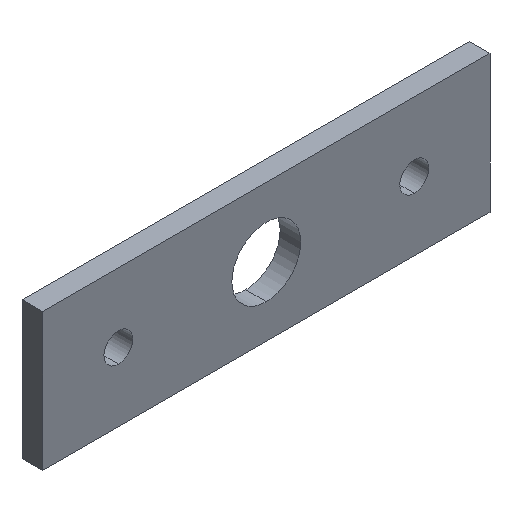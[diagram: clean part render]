
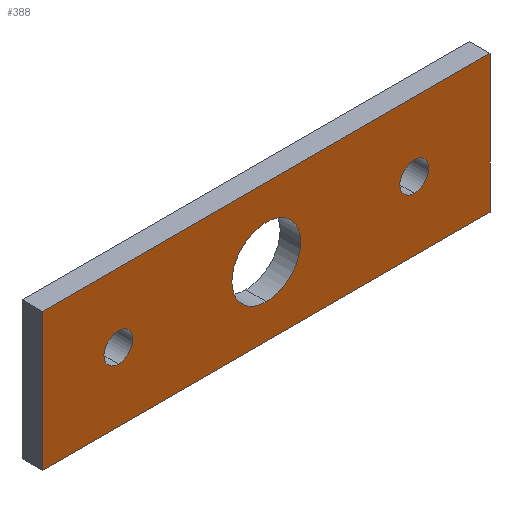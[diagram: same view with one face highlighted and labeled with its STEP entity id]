
A CAD part, isometric view. The second image highlights one B-rep face of the part: STEP entity #388.
In plain terms, the highlighted planar face has unit normal (0, -1, 0).
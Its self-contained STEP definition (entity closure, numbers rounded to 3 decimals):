
#4 = DIRECTION ( 'NONE',  ( 0., 1., 0. ) ) ;
#8 = AXIS2_PLACEMENT_3D ( 'NONE', #305, #25, #135 ) ;
#11 = CARTESIAN_POINT ( 'NONE',  ( 32.5, 0., -10. ) ) ;
#13 = CARTESIAN_POINT ( 'NONE',  ( -21.5, 0., -2.1 ) ) ;
#17 = ORIENTED_EDGE ( 'NONE', *, *, #166, .T. ) ;
#25 = DIRECTION ( 'NONE',  ( 0., 1., 0. ) ) ;
#31 = VERTEX_POINT ( 'NONE', #110 ) ;
#47 = CARTESIAN_POINT ( 'NONE',  ( -32.5, 0., -10. ) ) ;
#60 = FACE_BOUND ( 'NONE', #225, .T. ) ;
#61 = EDGE_LOOP ( 'NONE', ( #17, #94 ) ) ;
#64 = CARTESIAN_POINT ( 'NONE',  ( 0., 0., 0. ) ) ;
#69 = VECTOR ( 'NONE', #133, 1000. ) ;
#82 = DIRECTION ( 'NONE',  ( 0., 0., 1. ) ) ;
#84 = ORIENTED_EDGE ( 'NONE', *, *, #170, .T. ) ;
#87 = EDGE_CURVE ( 'NONE', #270, #307, #272, .T. ) ;
#94 = ORIENTED_EDGE ( 'NONE', *, *, #87, .T. ) ;
#95 = AXIS2_PLACEMENT_3D ( 'NONE', #158, #287, #82 ) ;
#103 = CARTESIAN_POINT ( 'NONE',  ( 0., 0., 0. ) ) ;
#105 = VECTOR ( 'NONE', #160, 1000. ) ;
#110 = CARTESIAN_POINT ( 'NONE',  ( -32.5, 0., -10. ) ) ;
#111 = CARTESIAN_POINT ( 'NONE',  ( -21.5, 0., 0. ) ) ;
#133 = DIRECTION ( 'NONE',  ( 0., 0., 1. ) ) ;
#135 = DIRECTION ( 'NONE',  ( 0., 0., 1. ) ) ;
#142 = CIRCLE ( 'NONE', #8, 5. ) ;
#158 = CARTESIAN_POINT ( 'NONE',  ( 21.5, 0., 0. ) ) ;
#160 = DIRECTION ( 'NONE',  ( 1., 0., 0. ) ) ;
#166 = EDGE_CURVE ( 'NONE', #307, #270, #183, .T. ) ;
#169 = CARTESIAN_POINT ( 'NONE',  ( -32.5, 0., 10. ) ) ;
#170 = EDGE_CURVE ( 'NONE', #297, #237, #325, .T. ) ;
#172 = EDGE_CURVE ( 'NONE', #398, #444, #284, .T. ) ;
#175 = PLANE ( 'NONE',  #412 ) ;
#183 = CIRCLE ( 'NONE', #296, 2.1 ) ;
#187 = CARTESIAN_POINT ( 'NONE',  ( 21.5, 0., -2.1 ) ) ;
#192 = DIRECTION ( 'NONE',  ( -1., 0., 0. ) ) ;
#198 = ORIENTED_EDGE ( 'NONE', *, *, #356, .T. ) ;
#203 = LINE ( 'NONE', #303, #399 ) ;
#207 = EDGE_LOOP ( 'NONE', ( #414, #242, #340, #292 ) ) ;
#217 = CARTESIAN_POINT ( 'NONE',  ( -21.5, 0., 0. ) ) ;
#221 = CARTESIAN_POINT ( 'NONE',  ( 32.5, 0., 10. ) ) ;
#225 = EDGE_LOOP ( 'NONE', ( #198, #227 ) ) ;
#227 = ORIENTED_EDGE ( 'NONE', *, *, #411, .T. ) ;
#235 = CARTESIAN_POINT ( 'NONE',  ( -32.5, 0., 10. ) ) ;
#237 = VERTEX_POINT ( 'NONE', #187 ) ;
#239 = EDGE_LOOP ( 'NONE', ( #84, #378 ) ) ;
#242 = ORIENTED_EDGE ( 'NONE', *, *, #294, .F. ) ;
#245 = DIRECTION ( 'NONE',  ( 0., 0., 1. ) ) ;
#259 = VERTEX_POINT ( 'NONE', #11 ) ;
#270 = VERTEX_POINT ( 'NONE', #13 ) ;
#272 = CIRCLE ( 'NONE', #397, 2.1 ) ;
#274 = DIRECTION ( 'NONE',  ( 0., 1., 0. ) ) ;
#275 = LINE ( 'NONE', #235, #69 ) ;
#280 = EDGE_CURVE ( 'NONE', #237, #297, #288, .T. ) ;
#284 = LINE ( 'NONE', #390, #105 ) ;
#286 = DIRECTION ( 'NONE',  ( 0., 1., 0. ) ) ;
#287 = DIRECTION ( 'NONE',  ( 0., 1., 0. ) ) ;
#288 = CIRCLE ( 'NONE', #95, 2.1 ) ;
#292 = ORIENTED_EDGE ( 'NONE', *, *, #172, .F. ) ;
#294 = EDGE_CURVE ( 'NONE', #259, #31, #360, .T. ) ;
#296 = AXIS2_PLACEMENT_3D ( 'NONE', #111, #4, #423 ) ;
#297 = VERTEX_POINT ( 'NONE', #324 ) ;
#303 = CARTESIAN_POINT ( 'NONE',  ( 32.5, 0., 10. ) ) ;
#305 = CARTESIAN_POINT ( 'NONE',  ( 0., 0., 0. ) ) ;
#307 = VERTEX_POINT ( 'NONE', #379 ) ;
#311 = VERTEX_POINT ( 'NONE', #413 ) ;
#324 = CARTESIAN_POINT ( 'NONE',  ( 21.5, 0., 2.1 ) ) ;
#325 = CIRCLE ( 'NONE', #389, 2.1 ) ;
#328 = VERTEX_POINT ( 'NONE', #406 ) ;
#333 = DIRECTION ( 'NONE',  ( 0., 0., -1. ) ) ;
#334 = CIRCLE ( 'NONE', #403, 5. ) ;
#338 = FACE_BOUND ( 'NONE', #239, .T. ) ;
#340 = ORIENTED_EDGE ( 'NONE', *, *, #408, .F. ) ;
#343 = DIRECTION ( 'NONE',  ( 0., -1., 0. ) ) ;
#350 = DIRECTION ( 'NONE',  ( 0., 1., 0. ) ) ;
#356 = EDGE_CURVE ( 'NONE', #311, #328, #334, .T. ) ;
#360 = LINE ( 'NONE', #47, #428 ) ;
#370 = DIRECTION ( 'NONE',  ( 0., 0., -1. ) ) ;
#373 = FACE_BOUND ( 'NONE', #61, .T. ) ;
#378 = ORIENTED_EDGE ( 'NONE', *, *, #280, .T. ) ;
#379 = CARTESIAN_POINT ( 'NONE',  ( -21.5, 0., 2.1 ) ) ;
#388 = ADVANCED_FACE ( 'NONE', ( #373, #338, #416, #60 ), #175, .T. ) ;
#389 = AXIS2_PLACEMENT_3D ( 'NONE', #424, #286, #434 ) ;
#390 = CARTESIAN_POINT ( 'NONE',  ( -32.5, 0., 10. ) ) ;
#397 = AXIS2_PLACEMENT_3D ( 'NONE', #217, #350, #245 ) ;
#398 = VERTEX_POINT ( 'NONE', #169 ) ;
#399 = VECTOR ( 'NONE', #333, 1000. ) ;
#403 = AXIS2_PLACEMENT_3D ( 'NONE', #64, #274, #450 ) ;
#406 = CARTESIAN_POINT ( 'NONE',  ( 0., 0., 5. ) ) ;
#408 = EDGE_CURVE ( 'NONE', #444, #259, #203, .T. ) ;
#411 = EDGE_CURVE ( 'NONE', #328, #311, #142, .T. ) ;
#412 = AXIS2_PLACEMENT_3D ( 'NONE', #103, #343, #370 ) ;
#413 = CARTESIAN_POINT ( 'NONE',  ( 0., 0., -5. ) ) ;
#414 = ORIENTED_EDGE ( 'NONE', *, *, #425, .F. ) ;
#416 = FACE_OUTER_BOUND ( 'NONE', #207, .T. ) ;
#423 = DIRECTION ( 'NONE',  ( 0., 0., 1. ) ) ;
#424 = CARTESIAN_POINT ( 'NONE',  ( 21.5, 0., 0. ) ) ;
#425 = EDGE_CURVE ( 'NONE', #31, #398, #275, .T. ) ;
#428 = VECTOR ( 'NONE', #192, 1000. ) ;
#434 = DIRECTION ( 'NONE',  ( 0., 0., 1. ) ) ;
#444 = VERTEX_POINT ( 'NONE', #221 ) ;
#450 = DIRECTION ( 'NONE',  ( 0., 0., 1. ) ) ;
